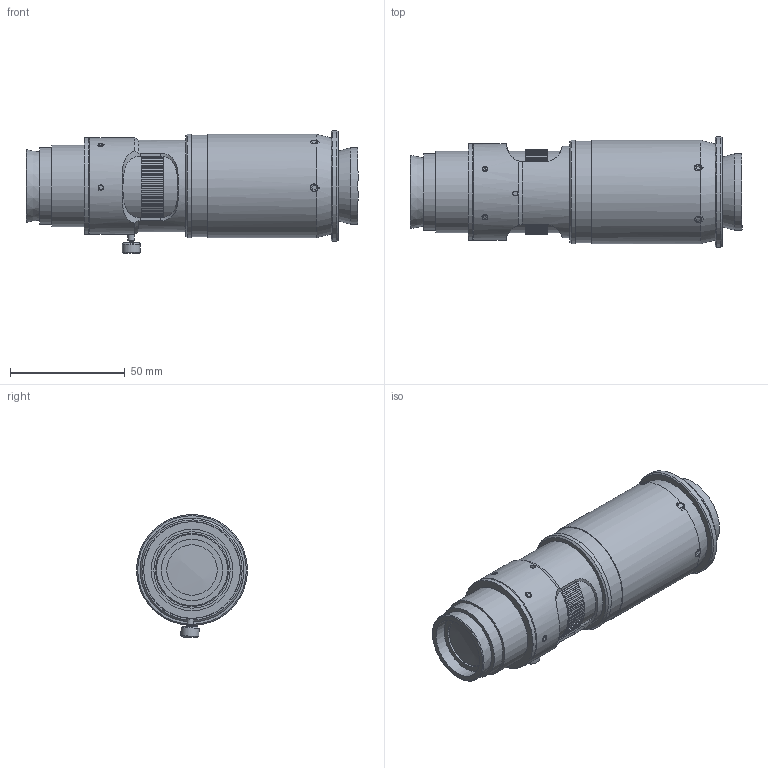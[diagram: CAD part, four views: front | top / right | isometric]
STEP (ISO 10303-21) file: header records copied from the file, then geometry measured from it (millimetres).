
FILE_DESCRIPTION((''),'2;1');
FILE_NAME('50330_0.stp','2006-05-19T13:38:20',('PODLENA'),(''),'Autodesk Inventor 10','Autodesk Inventor 10','');
FILE_SCHEMA(('AUTOMOTIVE_DESIGN { 1 0 10303 214 1 1 1 1 }'));
Length unit declared in the file: inch
Products named in the file (22): 50330_0; 50113; 50117; 50030-.25F; 50031-0.25F; 50032-0.25F; 50115; 50347_0; 50348_0; 50354; 50355; 50121; 50371; 7007; 50352; 50353-3; 50360; 60436; 7261; 60433; 7004; 7108
Assembly tree (27 placements, depth 4):
  50330_0
    50113
      50117
      50030-.25F
        50031-0.25F
        50032-0.25F
      50115
    50347_0
      50348_0
        50354
        50355
      50121
      50371
      7007  x3
      50352
    50353-3
    50360
    60436
      7261
      60433
    7004  x3
    7108  x3
Bounding box: 144.86 x 48.41 x 53.65 mm (x, y, z)
Volume: 103936.9 mm3; surface area: 97676.5 mm2
Topology: 22 solids, 22 shells, 609 faces, 1562 edges, 1032 vertices
Faces by surface type: plane 354, cylinder 163, cone 57, bspline 25, sphere 10
Full cylindrical faces by diameter (mm): 1.575 x1, 1.651 x1, 1.702 x3, 2.159 x3, 2.184 x3, 2.845 x4, 3.302 x3, 4.166 x3, 7.874 x1, 21.59 x1, 21.996 x2, 23.8 x1, 23.924 x1, 24 x1, 24.028 x1, 24.994 x1, 25.4 x1, 26.035 x1, 26.162 x1, 26.746 x1, 26.988 x1, 27.026 x1, 27.051 x1, 27.432 x1, 27.559 x1, 27.737 x2, 27.788 x1, 28.321 x1, 28.575 x5, 28.6 x1
Entity records: 18155 total; most frequent: CARTESIAN_POINT 4857, DIRECTION 2592, ORIENTED_EDGE 2460, EDGE_CURVE 1230, AXIS2_PLACEMENT_3D 904, VERTEX_POINT 899, VECTOR 784, LINE 784
